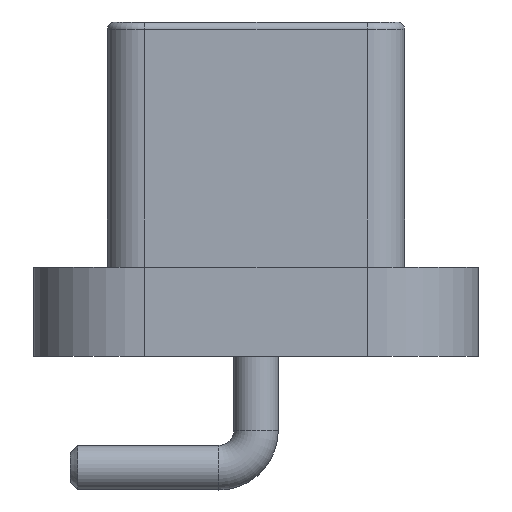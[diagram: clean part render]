
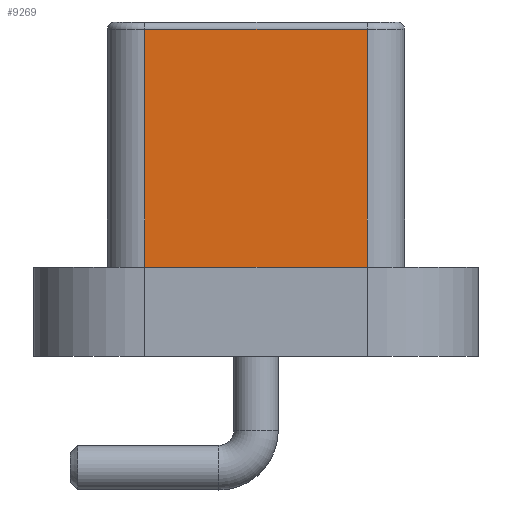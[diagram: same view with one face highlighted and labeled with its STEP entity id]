
A CAD part, left-side view. The second image highlights one B-rep face of the part: STEP entity #9269.
In plain terms, the highlighted planar face has unit normal (-1, 0, 0).
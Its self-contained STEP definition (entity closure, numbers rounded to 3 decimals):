
#500 = EDGE_CURVE ( 'NONE', #3912, #3111, #3112, .T. ) ;
#526 = LINE ( 'NONE', #2262, #766 ) ;
#747 = CARTESIAN_POINT ( 'NONE',  ( -8.45, 1.5, -0.1 ) ) ;
#766 = VECTOR ( 'NONE', #6294, 1000. ) ;
#786 = ORIENTED_EDGE ( 'NONE', *, *, #3406, .T. ) ;
#871 = CARTESIAN_POINT ( 'NONE',  ( -8.45, -1.5, -0.1 ) ) ;
#929 = DIRECTION ( 'NONE',  ( 0., 0., 1. ) ) ;
#1133 = VECTOR ( 'NONE', #929, 1000. ) ;
#1438 = VECTOR ( 'NONE', #4989, 1000. ) ;
#1559 = FACE_OUTER_BOUND ( 'NONE', #7958, .T. ) ;
#2262 = CARTESIAN_POINT ( 'NONE',  ( -8.45, 1.5, -3.3 ) ) ;
#2591 = AXIS2_PLACEMENT_3D ( 'NONE', #5040, #7328, #3320 ) ;
#2724 = CARTESIAN_POINT ( 'NONE',  ( -8.45, 1.5, -0.1 ) ) ;
#3084 = VERTEX_POINT ( 'NONE', #3458 ) ;
#3111 = VERTEX_POINT ( 'NONE', #2724 ) ;
#3112 = LINE ( 'NONE', #6398, #1438 ) ;
#3320 = DIRECTION ( 'NONE',  ( 0., 1., 0. ) ) ;
#3332 = EDGE_CURVE ( 'NONE', #3111, #3084, #8147, .T. ) ;
#3406 = EDGE_CURVE ( 'NONE', #3084, #7637, #526, .T. ) ;
#3458 = CARTESIAN_POINT ( 'NONE',  ( -8.45, 1.5, -3.3 ) ) ;
#3912 = VERTEX_POINT ( 'NONE', #871 ) ;
#4516 = EDGE_CURVE ( 'NONE', #7637, #3912, #9820, .T. ) ;
#4932 = CARTESIAN_POINT ( 'NONE',  ( -8.45, -1.5, -3.3 ) ) ;
#4989 = DIRECTION ( 'NONE',  ( 0., 1., 0. ) ) ;
#4996 = PLANE ( 'NONE',  #2591 ) ;
#5040 = CARTESIAN_POINT ( 'NONE',  ( -8.45, 0., -1.7 ) ) ;
#6095 = ORIENTED_EDGE ( 'NONE', *, *, #4516, .T. ) ;
#6294 = DIRECTION ( 'NONE',  ( 0., -1., 0. ) ) ;
#6337 = VECTOR ( 'NONE', #7340, 1000. ) ;
#6398 = CARTESIAN_POINT ( 'NONE',  ( -8.45, -1.5, -0.1 ) ) ;
#7328 = DIRECTION ( 'NONE',  ( 1., 0., 0. ) ) ;
#7340 = DIRECTION ( 'NONE',  ( 0., 0., -1. ) ) ;
#7637 = VERTEX_POINT ( 'NONE', #10455 ) ;
#7958 = EDGE_LOOP ( 'NONE', ( #10242, #786, #6095, #9923 ) ) ;
#8147 = LINE ( 'NONE', #747, #6337 ) ;
#9269 = ADVANCED_FACE ( 'NONE', ( #1559 ), #4996, .F. ) ;
#9820 = LINE ( 'NONE', #4932, #1133 ) ;
#9923 = ORIENTED_EDGE ( 'NONE', *, *, #500, .T. ) ;
#10242 = ORIENTED_EDGE ( 'NONE', *, *, #3332, .T. ) ;
#10455 = CARTESIAN_POINT ( 'NONE',  ( -8.45, -1.5, -3.3 ) ) ;
